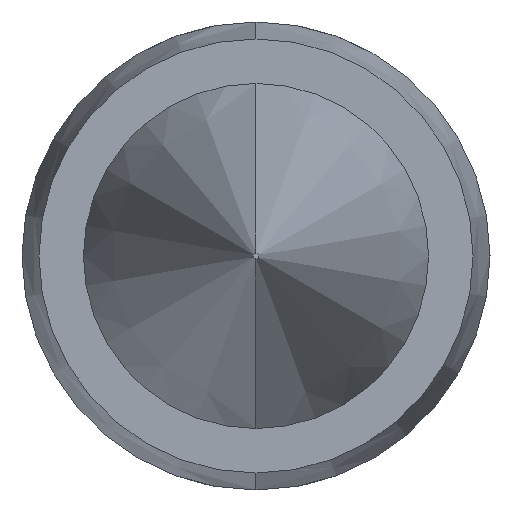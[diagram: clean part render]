
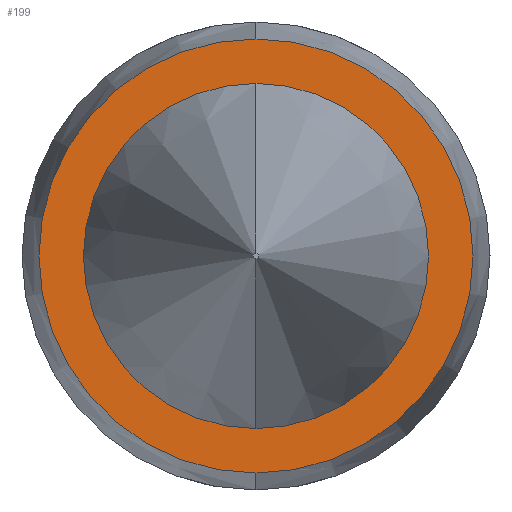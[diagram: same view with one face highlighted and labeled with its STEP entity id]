
A CAD part, left-side view. The second image highlights one B-rep face of the part: STEP entity #199.
In plain terms, the highlighted planar face has unit normal (-1, 0, 0).
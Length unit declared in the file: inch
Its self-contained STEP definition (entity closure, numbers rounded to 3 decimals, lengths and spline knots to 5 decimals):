
#6 = VERTEX_POINT ( 'NONE', #285 ) ;
#8 = VERTEX_POINT ( 'NONE', #291 ) ;
#10 = VERTEX_POINT ( 'NONE', #281 ) ;
#16 = VERTEX_POINT ( 'NONE', #299 ) ;
#34 = EDGE_LOOP ( 'NONE', ( #46, #50 ) ) ;
#42 = EDGE_LOOP ( 'NONE', ( #52, #45 ) ) ;
#45 = ORIENTED_EDGE ( 'NONE', *, *, #416, .T. ) ;
#46 = ORIENTED_EDGE ( 'NONE', *, *, #398, .F. ) ;
#50 = ORIENTED_EDGE ( 'NONE', *, *, #415, .F. ) ;
#52 = ORIENTED_EDGE ( 'NONE', *, *, #402, .T. ) ;
#93 = CARTESIAN_POINT ( 'NONE',  ( -0.005, 0., 0. ) ) ;
#105 = DIRECTION ( 'NONE',  ( 0., 0., -1. ) ) ;
#106 = CARTESIAN_POINT ( 'NONE',  ( -0.005, 0., 0. ) ) ;
#114 = DIRECTION ( 'NONE',  ( 0., 0., -1. ) ) ;
#121 = DIRECTION ( 'NONE',  ( 1., 0., 0. ) ) ;
#139 = DIRECTION ( 'NONE',  ( 1., 0., 0. ) ) ;
#174 = CIRCLE ( 'NONE', #428, 0.0295 ) ;
#184 = CIRCLE ( 'NONE', #431, 0.0371 ) ;
#199 = ADVANCED_FACE ( 'NONE', ( #362, #367 ), #245, .T. ) ;
#245 = PLANE ( 'NONE',  #389 ) ;
#262 = DIRECTION ( 'NONE',  ( 0., 0., -1. ) ) ;
#265 = DIRECTION ( 'NONE',  ( 1., 0., 0. ) ) ;
#266 = CARTESIAN_POINT ( 'NONE',  ( -0.005, 0., 0. ) ) ;
#273 = DIRECTION ( 'NONE',  ( 0., 0., 1. ) ) ;
#274 = DIRECTION ( 'NONE',  ( -1., 0., 0. ) ) ;
#281 = CARTESIAN_POINT ( 'NONE',  ( -0.005, 0., 0.0371 ) ) ;
#285 = CARTESIAN_POINT ( 'NONE',  ( -0.005, 0., -0.0295 ) ) ;
#291 = CARTESIAN_POINT ( 'NONE',  ( -0.005, 0., 0.0295 ) ) ;
#296 = CARTESIAN_POINT ( 'NONE',  ( -0.005, 0.0371, 0. ) ) ;
#299 = CARTESIAN_POINT ( 'NONE',  ( -0.005, 0., -0.0371 ) ) ;
#304 = CARTESIAN_POINT ( 'NONE',  ( -0.005, 0., 0. ) ) ;
#305 = DIRECTION ( 'NONE',  ( 1., 0., 0. ) ) ;
#317 = DIRECTION ( 'NONE',  ( 0., 0., -1. ) ) ;
#336 = CIRCLE ( 'NONE', #426, 0.0295 ) ;
#362 = FACE_BOUND ( 'NONE', #42, .T. ) ;
#363 = CIRCLE ( 'NONE', #424, 0.0371 ) ;
#367 = FACE_OUTER_BOUND ( 'NONE', #34, .T. ) ;
#389 = AXIS2_PLACEMENT_3D ( 'NONE', #296, #274, #273 ) ;
#398 = EDGE_CURVE ( 'NONE', #16, #10, #363, .T. ) ;
#402 = EDGE_CURVE ( 'NONE', #6, #8, #336, .T. ) ;
#415 = EDGE_CURVE ( 'NONE', #10, #16, #184, .T. ) ;
#416 = EDGE_CURVE ( 'NONE', #8, #6, #174, .T. ) ;
#424 = AXIS2_PLACEMENT_3D ( 'NONE', #266, #265, #262 ) ;
#426 = AXIS2_PLACEMENT_3D ( 'NONE', #304, #305, #317 ) ;
#428 = AXIS2_PLACEMENT_3D ( 'NONE', #106, #121, #105 ) ;
#431 = AXIS2_PLACEMENT_3D ( 'NONE', #93, #139, #114 ) ;
